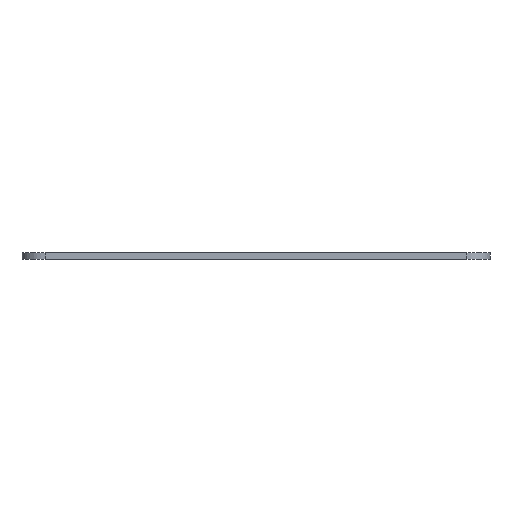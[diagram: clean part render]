
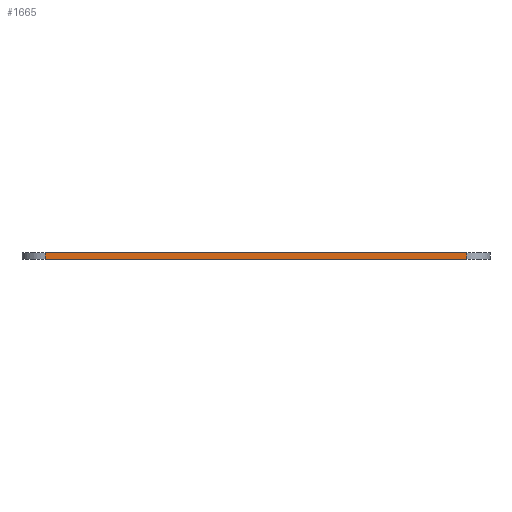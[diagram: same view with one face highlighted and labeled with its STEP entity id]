
A CAD part, left-side view. The second image highlights one B-rep face of the part: STEP entity #1665.
In plain terms, the highlighted planar face has unit normal (-1, 0, 0).
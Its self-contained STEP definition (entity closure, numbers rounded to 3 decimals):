
#37=PLANE('',#1807);
#85=FACE_OUTER_BOUND('',#181,.T.);
#181=EDGE_LOOP('',(#1213,#1214,#1215,#1216));
#280=LINE('',#2459,#452);
#321=LINE('',#2616,#493);
#322=LINE('',#2619,#494);
#323=LINE('',#2620,#495);
#452=VECTOR('',#1950,10.);
#493=VECTOR('',#2069,10.);
#494=VECTOR('',#2072,10.);
#495=VECTOR('',#2073,10.);
#706=VERTEX_POINT('',#2456);
#707=VERTEX_POINT('',#2458);
#784=VERTEX_POINT('',#2614);
#785=VERTEX_POINT('',#2618);
#876=EDGE_CURVE('',#706,#707,#280,.T.);
#955=EDGE_CURVE('',#707,#784,#321,.T.);
#956=EDGE_CURVE('',#785,#706,#322,.T.);
#957=EDGE_CURVE('',#784,#785,#323,.T.);
#1213=ORIENTED_EDGE('',*,*,#955,.F.);
#1214=ORIENTED_EDGE('',*,*,#876,.F.);
#1215=ORIENTED_EDGE('',*,*,#956,.F.);
#1216=ORIENTED_EDGE('',*,*,#957,.F.);
#1665=ADVANCED_FACE('',(#85),#37,.T.);
#1807=AXIS2_PLACEMENT_3D('',#2617,#2070,#2071);
#1950=DIRECTION('',(0.,1.,0.));
#2069=DIRECTION('',(0.,0.,1.));
#2070=DIRECTION('center_axis',(-1.,0.,0.));
#2071=DIRECTION('ref_axis',(0.,-1.,0.));
#2072=DIRECTION('',(0.,0.,-1.));
#2073=DIRECTION('',(0.,-1.,0.));
#2456=CARTESIAN_POINT('',(-13.996,-63.678,0.));
#2458=CARTESIAN_POINT('',(-13.996,27.922,0.));
#2459=CARTESIAN_POINT('',(-13.996,-68.678,0.));
#2614=CARTESIAN_POINT('',(-13.996,27.922,1.5));
#2616=CARTESIAN_POINT('',(-13.996,27.922,0.));
#2617=CARTESIAN_POINT('Origin',(-13.996,32.922,0.));
#2618=CARTESIAN_POINT('',(-13.996,-63.678,1.5));
#2619=CARTESIAN_POINT('',(-13.996,-63.678,0.));
#2620=CARTESIAN_POINT('',(-13.996,-68.678,1.5));
